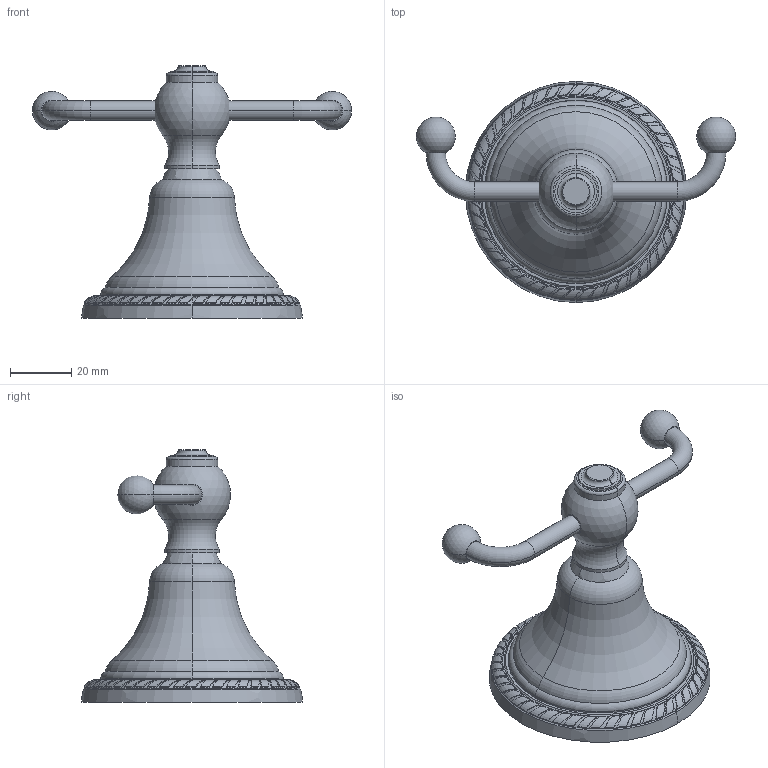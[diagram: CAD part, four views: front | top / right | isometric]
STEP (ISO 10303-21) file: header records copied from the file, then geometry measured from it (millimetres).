
FILE_DESCRIPTION((''),'2;1');
FILE_NAME('15-13','2021-10-27T15:21:08',('jinson.thomas'),(''),'CREO PARAMETRIC BY PTC INC, 2018400','CREO PARAMETRIC BY PTC INC, 2018400','');
FILE_SCHEMA(('CONFIG_CONTROL_DESIGN'));
Length unit declared in the file: inch
Products named in the file (1): 15-13
Bounding box: 104.33 x 72.26 x 82.42 mm (x, y, z)
Volume: 89977.8 mm3; surface area: 18573.3 mm2
Topology: 1 solids, 1 shells, 411 faces, 1028 edges, 674 vertices
Faces by surface type: cylinder 114, plane 111, extrusion 100, torus 74, sphere 6, bspline 4, cone 2
Entity records: 13673 total; most frequent: CARTESIAN_POINT 4626, ORIENTED_EDGE 2048, DIRECTION 1442, EDGE_CURVE 1024, VERTEX_POINT 674, B_SPLINE_CURVE_WITH_KNOTS 602, AXIS2_PLACEMENT_3D 513, EDGE_LOOP 470
